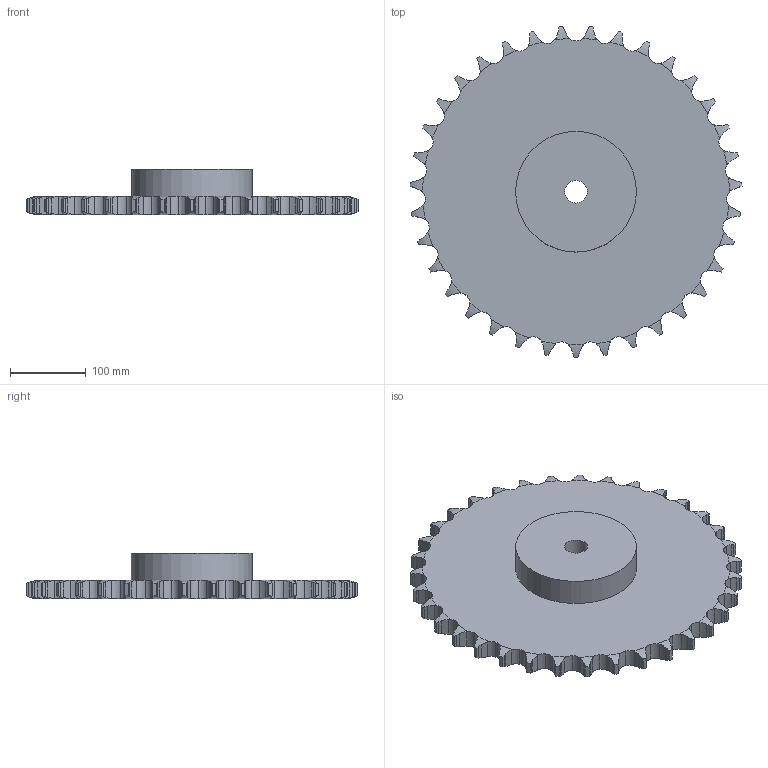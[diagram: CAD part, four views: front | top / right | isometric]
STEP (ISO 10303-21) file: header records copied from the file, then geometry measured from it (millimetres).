
FILE_DESCRIPTION(('FreeCAD Model'),'2;1');
FILE_NAME('Open CASCADE Shape Model','2021-06-20T09:19:38',('FreeCAD'),( 'FreeCAD'),'Open CASCADE STEP processor 7.4','FreeCAD','Unknown');
FILE_SCHEMA(('AUTOMOTIVE_DESIGN { 1 0 10303 214 1 1 1 1 }'));
Length unit declared in the file: millimetre
Products named in the file (1): Open CASCADE STEP translator 7.4 64
Bounding box: 439.75 x 439.32 x 60 mm (x, y, z)
Volume: 3913779.2 mm3; surface area: 338751 mm2
Topology: 1 solids, 1 shells, 393 faces, 1168 edges, 779 vertices
Faces by surface type: cylinder 247, plane 74, torus 72
Full cylindrical faces by diameter (mm): 30 x1, 160 x1
Entity records: 35964 total; most frequent: CARTESIAN_POINT 16275, DIRECTION 2682, ORIENTED_EDGE 2336, PCURVE 2336, DEFINITIONAL_REPRESENTATION 2336, B_SPLINE_CURVE_WITH_KNOTS 1686, LINE 1311, VECTOR 1311
